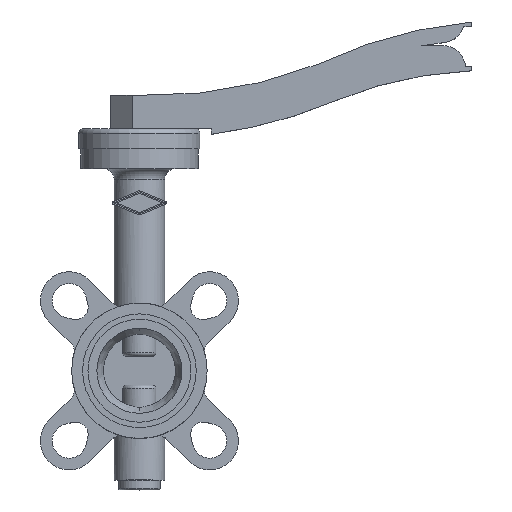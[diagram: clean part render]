
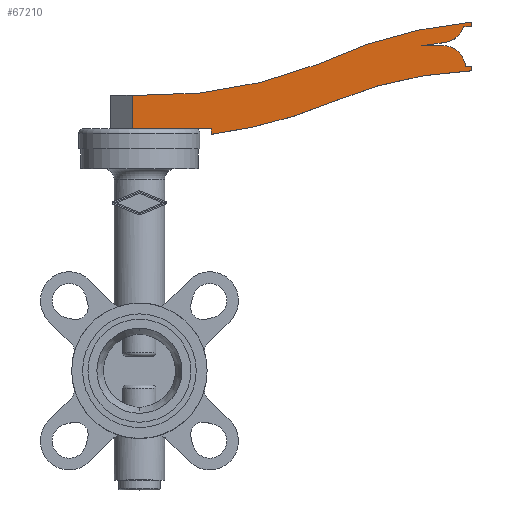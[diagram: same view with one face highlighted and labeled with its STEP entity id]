
A CAD part, top view. The second image highlights one B-rep face of the part: STEP entity #67210.
In plain terms, the highlighted planar face has unit normal (0, 0, 1).
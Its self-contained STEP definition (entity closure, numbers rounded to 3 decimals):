
#60260=CARTESIAN_POINT('',(-4.,152.6,-6.5));
#60270=VERTEX_POINT('',#60260);
#60300=CARTESIAN_POINT('',(-4.,131.,-6.5));
#60310=DIRECTION('',(0.,-1.,0.));
#60320=VECTOR('',#60310,1.);
#60330=LINE('',#60300,#60320);
#60340=CARTESIAN_POINT('',(-4.,134.,-6.5));
#60350=VERTEX_POINT('',#60340);
#60360=EDGE_CURVE('',#60270,#60350,#60330,.T.);
#60970=CARTESIAN_POINT('',(-16.,134.,-6.5));
#60980=DIRECTION('',(1.,0.,0.));
#60990=VECTOR('',#60980,1.);
#61000=LINE('',#60970,#60990);
#61010=CARTESIAN_POINT('',(39.8,134.,-6.5));
#61020=VERTEX_POINT('',#61010);
#61030=EDGE_CURVE('',#60350,#61020,#61000,.T.);
#62700=CARTESIAN_POINT('',(39.8,134.,-6.5));
#62710=DIRECTION('',(0.,-1.,0.));
#62720=VECTOR('',#62710,1.);
#62730=LINE('',#62700,#62720);
#62740=CARTESIAN_POINT('',(39.8,131.,-6.5));
#62750=VERTEX_POINT('',#62740);
#62760=EDGE_CURVE('',#61020,#62750,#62730,.T.);
#63010=CARTESIAN_POINT('',(8.039,384.014,-6.5));
#63020=DIRECTION('',(0.,0.,1.));
#63030=DIRECTION('',(0.125,-0.992,0.));
#63040=AXIS2_PLACEMENT_3D('',#63010,#63020,#63030);
#63050=CIRCLE('',#63040,255.);
#63060=CARTESIAN_POINT('',(107.,149.,-6.5));
#63070=VERTEX_POINT('',#63060);
#63080=EDGE_CURVE('',#62750,#63070,#63050,.T.);
#63330=CARTESIAN_POINT('',(193.348,-56.604,-6.5));
#63340=DIRECTION('',(0.,0.,-1.));
#63350=DIRECTION('',(-0.387,0.922,0.));
#63360=AXIS2_PLACEMENT_3D('',#63330,#63340,#63350);
#63370=CIRCLE('',#63360,223.);
#63380=CARTESIAN_POINT('',(184.,166.2,-6.5));
#63390=VERTEX_POINT('',#63380);
#63400=EDGE_CURVE('',#63070,#63390,#63370,.T.);
#63650=CARTESIAN_POINT('',(184.,166.2,-6.5));
#63660=DIRECTION('',(0.,1.,0.));
#63670=VECTOR('',#63660,1.);
#63680=LINE('',#63650,#63670);
#63690=CARTESIAN_POINT('',(184.,168.7,-6.5));
#63700=VERTEX_POINT('',#63690);
#63710=EDGE_CURVE('',#63390,#63700,#63680,.T.);
#63960=CARTESIAN_POINT('',(184.,168.7,-6.5));
#63970=DIRECTION('',(-1.,0.,0.));
#63980=VECTOR('',#63970,1.);
#63990=LINE('',#63960,#63980);
#64000=CARTESIAN_POINT('',(180.6,168.7,-6.5));
#64010=VERTEX_POINT('',#64000);
#64020=EDGE_CURVE('',#63700,#64010,#63990,.T.);
#64270=CARTESIAN_POINT('',(168.147,167.623,-6.5));
#64280=DIRECTION('',(0.,0.,1.));
#64290=DIRECTION('',(0.996,0.086,0.));
#64300=AXIS2_PLACEMENT_3D('',#64270,#64280,#64290);
#64310=CIRCLE('',#64300,12.5);
#64320=CARTESIAN_POINT('',(168.015,180.122,-6.5));
#64330=VERTEX_POINT('',#64320);
#64340=EDGE_CURVE('',#64010,#64330,#64310,.T.);
#64590=CARTESIAN_POINT('',(168.015,180.122,-6.5));
#64600=DIRECTION('',(-1.,-0.01,0.));
#64610=VECTOR('',#64600,1.);
#64620=LINE('',#64590,#64610);
#64630=CARTESIAN_POINT('',(156.4,180.,-6.5));
#64640=VERTEX_POINT('',#64630);
#64650=EDGE_CURVE('',#64330,#64640,#64620,.T.);
#64900=CARTESIAN_POINT('',(156.4,180.,-6.5));
#64910=DIRECTION('',(0.989,0.147,0.));
#64920=VECTOR('',#64910,1.);
#64930=LINE('',#64900,#64920);
#64940=CARTESIAN_POINT('',(169.9,182.,-6.5));
#64950=VERTEX_POINT('',#64940);
#64960=EDGE_CURVE('',#64640,#64950,#64930,.T.);
#65210=CARTESIAN_POINT('',(167.733,194.311,-6.5));
#65220=DIRECTION('',(0.,0.,1.));
#65230=DIRECTION('',(0.173,-0.985,0.));
#65240=AXIS2_PLACEMENT_3D('',#65210,#65220,#65230);
#65250=CIRCLE('',#65240,12.5);
#65260=CARTESIAN_POINT('',(179.7,190.7,-6.5));
#65270=VERTEX_POINT('',#65260);
#65280=EDGE_CURVE('',#64950,#65270,#65250,.T.);
#65530=CARTESIAN_POINT('',(179.7,190.7,-6.5));
#65540=DIRECTION('',(1.,0.,0.));
#65550=VECTOR('',#65540,1.);
#65560=LINE('',#65530,#65550);
#65570=CARTESIAN_POINT('',(184.,190.7,-6.5));
#65580=VERTEX_POINT('',#65570);
#65590=EDGE_CURVE('',#65270,#65580,#65560,.T.);
#65840=CARTESIAN_POINT('',(184.,190.7,-6.5));
#65850=DIRECTION('',(0.,1.,0.));
#65860=VECTOR('',#65850,1.);
#65870=LINE('',#65840,#65860);
#65880=CARTESIAN_POINT('',(184.,193.2,-6.5));
#65890=VERTEX_POINT('',#65880);
#65900=EDGE_CURVE('',#65580,#65890,#65870,.T.);
#66150=CARTESIAN_POINT('',(207.925,-60.675,-6.5));
#66160=DIRECTION('',(0.,0.,1.));
#66170=DIRECTION('',(-0.094,0.996,0.));
#66180=AXIS2_PLACEMENT_3D('',#66150,#66160,#66170);
#66190=CIRCLE('',#66180,255.);
#66200=CARTESIAN_POINT('',(99.,169.89,-6.5));
#66210=VERTEX_POINT('',#66200);
#66220=EDGE_CURVE('',#65890,#66210,#66190,.T.);
#66470=CARTESIAN_POINT('',(7.367,402.491,-6.5));
#66480=DIRECTION('',(0.,0.,-1.));
#66490=DIRECTION('',(0.367,-0.93,0.));
#66500=AXIS2_PLACEMENT_3D('',#66470,#66480,#66490);
#66510=CIRCLE('',#66500,250.);
#66520=CARTESIAN_POINT('',(0.,152.6,-6.5));
#66530=VERTEX_POINT('',#66520);
#66540=EDGE_CURVE('',#66210,#66530,#66510,.T.);
#66810=CARTESIAN_POINT('',(0.,152.6,-6.5));
#66820=DIRECTION('',(-1.,0.,0.));
#66830=VECTOR('',#66820,1.);
#66840=LINE('',#66810,#66830);
#66850=EDGE_CURVE('',#66530,#60270,#66840,.T.);
#66980=CARTESIAN_POINT('',(0.,131.,-6.5));
#66990=DIRECTION('',(0.,0.,1.));
#67000=DIRECTION('',(1.,0.,0.));
#67010=AXIS2_PLACEMENT_3D('',#66980,#66990,#67000);
#67020=PLANE('',#67010);
#67030=ORIENTED_EDGE('',*,*,#66850,.T.);
#67040=ORIENTED_EDGE('',*,*,#66540,.T.);
#67050=ORIENTED_EDGE('',*,*,#66220,.T.);
#67060=ORIENTED_EDGE('',*,*,#65900,.T.);
#67070=ORIENTED_EDGE('',*,*,#65590,.T.);
#67080=ORIENTED_EDGE('',*,*,#65280,.T.);
#67090=ORIENTED_EDGE('',*,*,#64960,.T.);
#67100=ORIENTED_EDGE('',*,*,#64650,.T.);
#67110=ORIENTED_EDGE('',*,*,#64340,.T.);
#67120=ORIENTED_EDGE('',*,*,#64020,.T.);
#67130=ORIENTED_EDGE('',*,*,#63710,.T.);
#67140=ORIENTED_EDGE('',*,*,#63400,.T.);
#67150=ORIENTED_EDGE('',*,*,#63080,.T.);
#67160=ORIENTED_EDGE('',*,*,#62760,.T.);
#67170=ORIENTED_EDGE('',*,*,#61030,.T.);
#67180=ORIENTED_EDGE('',*,*,#60360,.T.);
#67190=EDGE_LOOP('',(#67180,#67170,#67160,#67150,#67140,#67130,#67120,
#67110,#67100,#67090,#67080,#67070,#67060,#67050,#67040,#67030));
#67200=FACE_OUTER_BOUND('',#67190,.T.);
#67210=ADVANCED_FACE('',(#67200),#67020,.T.);
